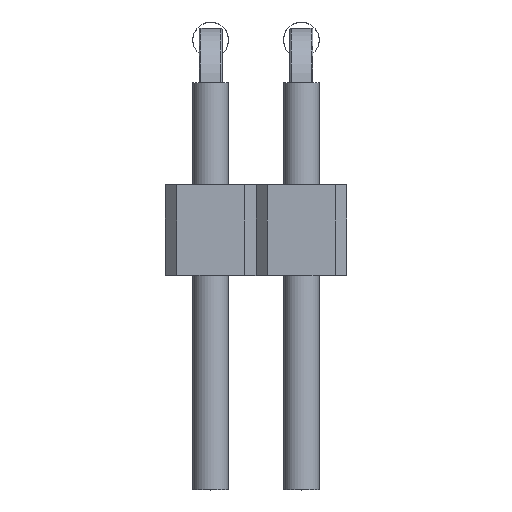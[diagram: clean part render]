
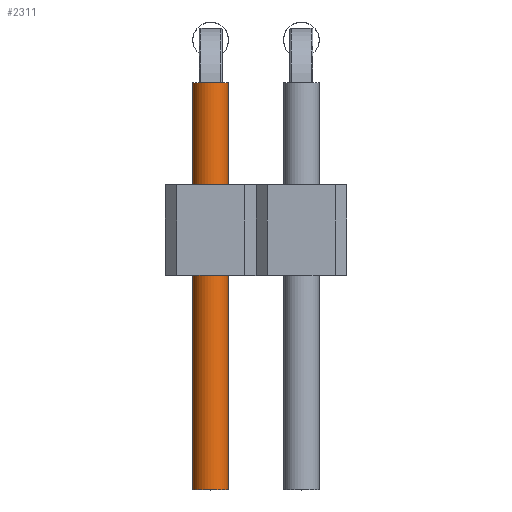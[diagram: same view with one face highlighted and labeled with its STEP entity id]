
A CAD part, top view. The second image highlights one B-rep face of the part: STEP entity #2311.
In plain terms, the highlighted cylindrical face has radius 0.5 mm (diameter 1 mm), a full revolution.
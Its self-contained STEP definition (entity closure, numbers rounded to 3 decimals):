
#1264=ORIENTED_EDGE('',*,*,#1592,.F.);
#1265=ORIENTED_EDGE('',*,*,#1593,.T.);
#1592=EDGE_CURVE('',#1808,#1808,#1880,.T.);
#1593=EDGE_CURVE('',#1809,#1809,#1881,.T.);
#1808=VERTEX_POINT('',#3965);
#1809=VERTEX_POINT('',#3967);
#1880=CIRCLE('',#2606,0.5);
#1881=CIRCLE('',#2607,0.5);
#2014=EDGE_LOOP('',(#1264));
#2015=EDGE_LOOP('',(#1265));
#2148=FACE_BOUND('',#2014,.T.);
#2149=FACE_BOUND('',#2015,.T.);
#2189=CYLINDRICAL_SURFACE('',#2605,0.5);
#2311=ADVANCED_FACE('',(#2148,#2149),#2189,.F.);
#2605=AXIS2_PLACEMENT_3D('',#3963,#3288,#3289);
#2606=AXIS2_PLACEMENT_3D('',#3964,#3290,#3291);
#2607=AXIS2_PLACEMENT_3D('',#3966,#3292,#3293);
#3288=DIRECTION('',(1.,0.,0.));
#3289=DIRECTION('',(0.,0.,-1.));
#3290=DIRECTION('',(-1.,0.,0.));
#3291=DIRECTION('',(0.,0.,1.));
#3292=DIRECTION('',(-1.,0.,0.));
#3293=DIRECTION('',(0.,0.,1.));
#3963=CARTESIAN_POINT('',(1.2,0.,6.81));
#3964=CARTESIAN_POINT('',(12.6,0.,6.81));
#3965=CARTESIAN_POINT('',(12.6,0.,7.31));
#3966=CARTESIAN_POINT('',(1.2,0.,6.81));
#3967=CARTESIAN_POINT('',(1.2,0.,7.31));
